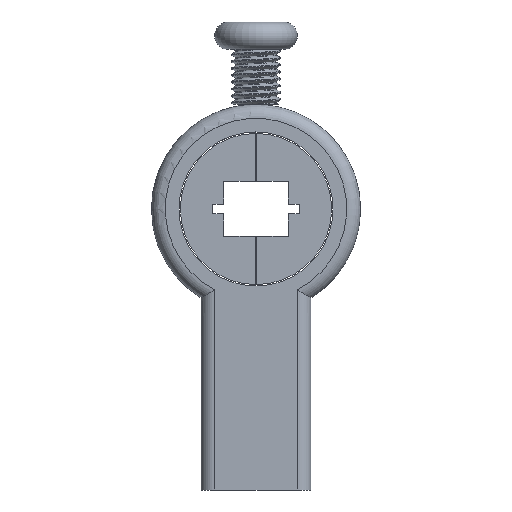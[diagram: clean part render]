
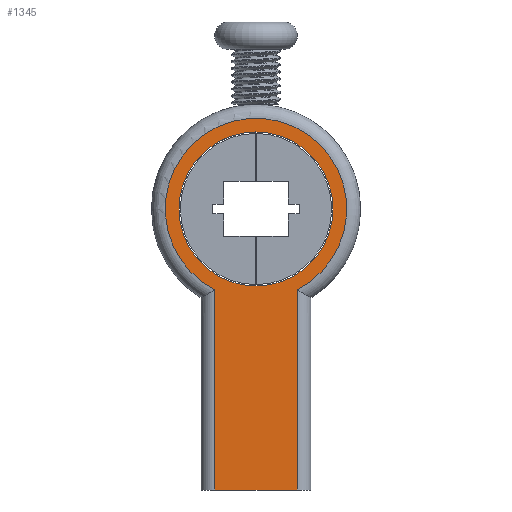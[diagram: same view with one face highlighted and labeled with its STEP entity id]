
A CAD part, front view. The second image highlights one B-rep face of the part: STEP entity #1345.
In plain terms, the highlighted planar face has unit normal (0, -1, 0).
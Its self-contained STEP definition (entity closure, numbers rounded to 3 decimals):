
#34=FACE_BOUND('',#206,.T.);
#42=PLANE('',#1452);
#74=CIRCLE('',#1423,16.5);
#84=CIRCLE('',#1448,14.);
#125=FACE_OUTER_BOUND('',#205,.T.);
#205=EDGE_LOOP('',(#1023,#1024,#1025,#1026));
#206=EDGE_LOOP('',(#1027));
#349=LINE('',#2160,#444);
#350=LINE('',#2214,#445);
#357=LINE('',#2246,#452);
#444=VECTOR('',#1539,10.);
#445=VECTOR('',#1550,10.);
#452=VECTOR('',#1569,10.);
#555=VERTEX_POINT('',#2157);
#556=VERTEX_POINT('',#2159);
#559=VERTEX_POINT('',#2189);
#562=VERTEX_POINT('',#2213);
#583=VERTEX_POINT('',#3080);
#692=EDGE_CURVE('',#555,#556,#349,.T.);
#696=EDGE_CURVE('',#556,#559,#74,.T.);
#700=EDGE_CURVE('',#559,#562,#350,.T.);
#712=EDGE_CURVE('',#555,#562,#357,.T.);
#744=EDGE_CURVE('',#583,#583,#84,.T.);
#1023=ORIENTED_EDGE('',*,*,#692,.F.);
#1024=ORIENTED_EDGE('',*,*,#712,.T.);
#1025=ORIENTED_EDGE('',*,*,#700,.F.);
#1026=ORIENTED_EDGE('',*,*,#696,.F.);
#1027=ORIENTED_EDGE('',*,*,#744,.T.);
#1345=ADVANCED_FACE('',(#125,#34),#42,.T.);
#1423=AXIS2_PLACEMENT_3D('',#2190,#1544,#1545);
#1448=AXIS2_PLACEMENT_3D('',#3081,#1608,#1609);
#1452=AXIS2_PLACEMENT_3D('',#3099,#1617,#1618);
#1539=DIRECTION('',(0.,0.,1.));
#1544=DIRECTION('center_axis',(0.,1.,0.));
#1545=DIRECTION('ref_axis',(0.,0.,1.));
#1550=DIRECTION('',(0.,0.,-1.));
#1569=DIRECTION('',(1.,0.,0.));
#1608=DIRECTION('center_axis',(0.,1.,0.));
#1609=DIRECTION('ref_axis',(1.,0.,0.));
#1617=DIRECTION('center_axis',(0.,-1.,0.));
#1618=DIRECTION('ref_axis',(1.,0.,0.));
#2157=CARTESIAN_POINT('',(-7.5,-47.75,33.));
#2159=CARTESIAN_POINT('',(-7.5,-47.75,69.403));
#2160=CARTESIAN_POINT('',(-7.5,-47.75,67.997));
#2189=CARTESIAN_POINT('',(7.5,-47.75,69.403));
#2190=CARTESIAN_POINT('Origin',(0.,-47.75,84.1));
#2213=CARTESIAN_POINT('',(7.5,-47.75,33.));
#2214=CARTESIAN_POINT('',(7.5,-47.75,50.525));
#2246=CARTESIAN_POINT('',(-10.,-47.75,33.));
#3080=CARTESIAN_POINT('',(-14.,-47.75,84.1));
#3081=CARTESIAN_POINT('Origin',(0.,-47.75,84.1));
#3099=CARTESIAN_POINT('Origin',(0.,-47.75,68.05));
